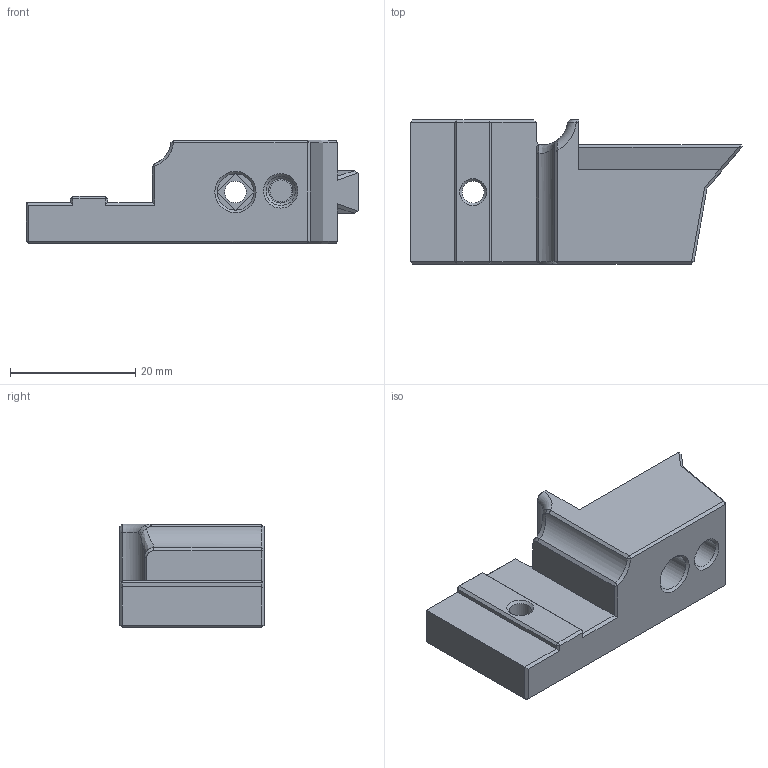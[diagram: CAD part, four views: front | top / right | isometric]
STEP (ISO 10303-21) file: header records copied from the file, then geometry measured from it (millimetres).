
FILE_DESCRIPTION(/* description */ (''),/* implementation_level */ '2;1');
FILE_NAME(/* name */ '[a]_Support_Arm_Mount_xN.step',/* time_stamp */ '2023-12-18T03:10:41-05:00',/* author */ (''),/* organization */ (''),/* preprocessor_version */ 'ST-DEVELOPER v20',/* originating_system */ 'Autodesk Translation Framework v12.14.0.127',/* authorisation */ '');
FILE_SCHEMA (('AUTOMOTIVE_DESIGN { 1 0 10303 214 3 1 1 }'));
Length unit declared in the file: millimetre
Products named in the file (1): ERCF Assembly
Bounding box: 53.1 x 23.05 x 16.6 mm (x, y, z)
Volume: 10297.5 mm3; surface area: 4474.1 mm2
Topology: 1 solids, 1 shells, 118 faces, 264 edges, 152 vertices
Faces by surface type: plane 87, bspline 11, cylinder 10, cone 9, torus 1
Full cylindrical faces by diameter (mm): 3.5 x3, 4.7 x1, 5.8 x1, 5.9 x1
Entity records: 3628 total; most frequent: CARTESIAN_POINT 1059, ORIENTED_EDGE 528, DIRECTION 482, EDGE_CURVE 264, LINE 202, VECTOR 202, VERTEX_POINT 152, AXIS2_PLACEMENT_3D 140
